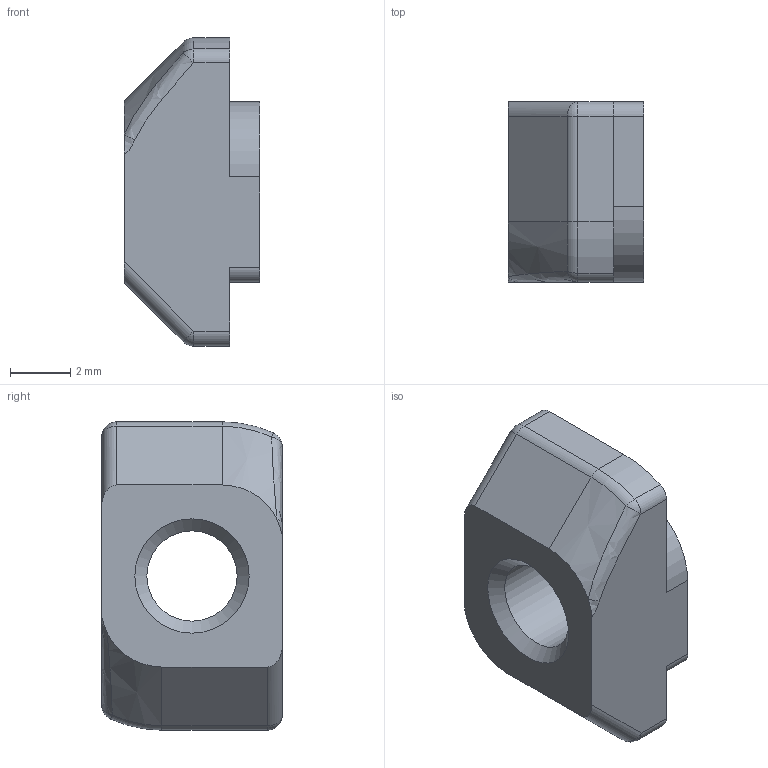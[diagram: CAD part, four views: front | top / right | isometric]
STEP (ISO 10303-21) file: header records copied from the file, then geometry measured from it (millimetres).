
FILE_DESCRIPTION(/* description */ (''),/* implementation_level */ '2;1');
FILE_NAME(/* name */ 'model.step',/* time_stamp */ '2023-08-16T11:01:12-07:00',/* author */ (''),/* organization */ (''),/* preprocessor_version */ 'ST-DEVELOPER v20',/* originating_system */ 'Autodesk Translation Framework v12.9.0.99',/* authorisation */ '');
FILE_SCHEMA (('AUTOMOTIVE_DESIGN { 1 0 10303 214 3 1 1 }'));
Length unit declared in the file: millimetre
Products named in the file (2): (Unsaved); M3 Hammerhead T-Nut
Assembly tree (1 placements, depth 2):
  (Unsaved)
    M3 Hammerhead T-Nut
Bounding box: 4.5 x 6 x 10.25 mm (x, y, z)
Volume: 184.8 mm3; surface area: 250.2 mm2
Topology: 1 solids, 1 shells, 41 faces, 99 edges, 60 vertices
Faces by surface type: cylinder 15, plane 12, cone 4, sphere 4, bspline 4, torus 2
Full cylindrical faces by diameter (mm): 3 x1
Entity records: 1369 total; most frequent: CARTESIAN_POINT 343, DIRECTION 215, ORIENTED_EDGE 198, EDGE_CURVE 99, AXIS2_PLACEMENT_3D 84, VERTEX_POINT 60, LINE 47, VECTOR 47
